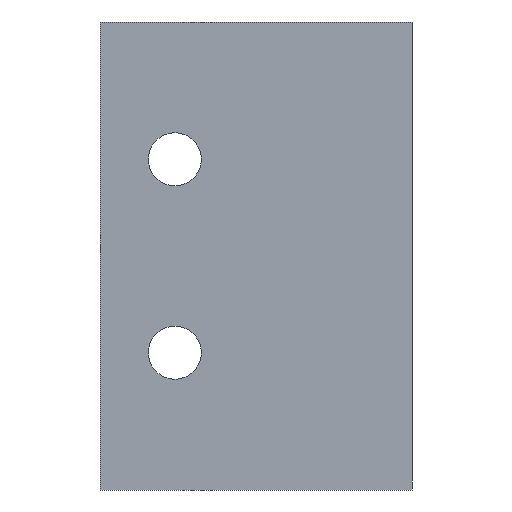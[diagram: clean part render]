
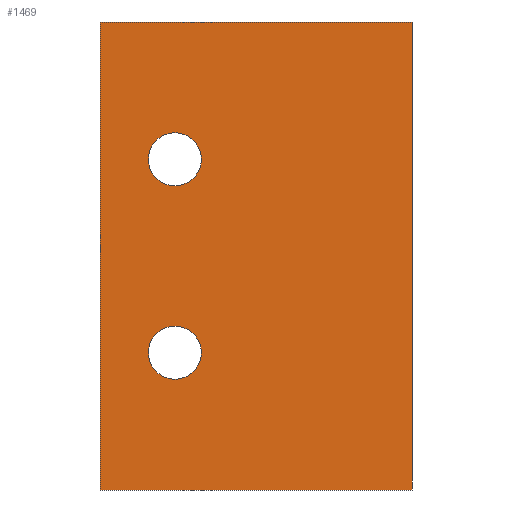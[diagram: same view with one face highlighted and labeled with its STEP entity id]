
A CAD part, front view. The second image highlights one B-rep face of the part: STEP entity #1469.
In plain terms, the highlighted planar face has unit normal (0, -1, 0).
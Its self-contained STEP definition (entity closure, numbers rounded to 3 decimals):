
#3 = FACE_BOUND ( 'NONE', #1997, .T. ) ;
#18 = CARTESIAN_POINT ( 'NONE',  ( -42.25, 0., 53. ) ) ;
#27 = EDGE_CURVE ( 'NONE', #1639, #279, #830, .T. ) ;
#29 = ORIENTED_EDGE ( 'NONE', *, *, #2495, .T. ) ;
#49 = CARTESIAN_POINT ( 'NONE',  ( -33.75, 0., 53. ) ) ;
#53 = ORIENTED_EDGE ( 'NONE', *, *, #1650, .T. ) ;
#64 = DIRECTION ( 'NONE',  ( 0., 0., -1. ) ) ;
#74 = DIRECTION ( 'NONE',  ( 0., 1., 0. ) ) ;
#75 = EDGE_CURVE ( 'NONE', #1639, #1446, #1812, .T. ) ;
#78 = VERTEX_POINT ( 'NONE', #2437 ) ;
#113 = DIRECTION ( 'NONE',  ( 1., 0., 0. ) ) ;
#160 = DIRECTION ( 'NONE',  ( 0., 1., 0. ) ) ;
#193 = ORIENTED_EDGE ( 'NONE', *, *, #27, .F. ) ;
#194 = CIRCLE ( 'NONE', #600, 4.25 ) ;
#279 = VERTEX_POINT ( 'NONE', #2283 ) ;
#312 = ORIENTED_EDGE ( 'NONE', *, *, #2265, .F. ) ;
#387 = ORIENTED_EDGE ( 'NONE', *, *, #1139, .T. ) ;
#394 = ORIENTED_EDGE ( 'NONE', *, *, #2460, .T. ) ;
#446 = VERTEX_POINT ( 'NONE', #18 ) ;
#471 = AXIS2_PLACEMENT_3D ( 'NONE', #1514, #892, #513 ) ;
#483 = CARTESIAN_POINT ( 'NONE',  ( -50., 0., 75. ) ) ;
#501 = DIRECTION ( 'NONE',  ( -1., 0., 0. ) ) ;
#513 = DIRECTION ( 'NONE',  ( -1., 0., 0. ) ) ;
#581 = VERTEX_POINT ( 'NONE', #49 ) ;
#600 = AXIS2_PLACEMENT_3D ( 'NONE', #1909, #160, #501 ) ;
#627 = CARTESIAN_POINT ( 'NONE',  ( 0., 0., 75. ) ) ;
#677 = LINE ( 'NONE', #1445, #1464 ) ;
#709 = EDGE_CURVE ( 'NONE', #78, #2073, #2428, .T. ) ;
#710 = VECTOR ( 'NONE', #1859, 1000. ) ;
#731 = VERTEX_POINT ( 'NONE', #1906 ) ;
#817 = FACE_BOUND ( 'NONE', #1643, .T. ) ;
#830 = LINE ( 'NONE', #627, #2496 ) ;
#850 = CIRCLE ( 'NONE', #1702, 4.25 ) ;
#855 = DIRECTION ( 'NONE',  ( -1., 0., 0. ) ) ;
#892 = DIRECTION ( 'NONE',  ( 0., 1., 0. ) ) ;
#914 = CARTESIAN_POINT ( 'NONE',  ( -38., 0., 53. ) ) ;
#927 = DIRECTION ( 'NONE',  ( -1., 0., 0. ) ) ;
#960 = PLANE ( 'NONE',  #2341 ) ;
#983 = EDGE_LOOP ( 'NONE', ( #387, #312, #193, #2343 ) ) ;
#985 = CARTESIAN_POINT ( 'NONE',  ( 0., 0., 75. ) ) ;
#1004 = ORIENTED_EDGE ( 'NONE', *, *, #709, .T. ) ;
#1064 = CARTESIAN_POINT ( 'NONE',  ( -50., 0., 75. ) ) ;
#1139 = EDGE_CURVE ( 'NONE', #1446, #731, #2059, .T. ) ;
#1163 = FACE_OUTER_BOUND ( 'NONE', #983, .T. ) ;
#1167 = DIRECTION ( 'NONE',  ( 1., 0., 0. ) ) ;
#1412 = VECTOR ( 'NONE', #113, 1000. ) ;
#1416 = DIRECTION ( 'NONE',  ( 0., 1., 0. ) ) ;
#1445 = CARTESIAN_POINT ( 'NONE',  ( 0., 0., 75. ) ) ;
#1446 = VERTEX_POINT ( 'NONE', #2366 ) ;
#1460 = AXIS2_PLACEMENT_3D ( 'NONE', #2431, #74, #855 ) ;
#1464 = VECTOR ( 'NONE', #64, 1000. ) ;
#1469 = ADVANCED_FACE ( 'NONE', ( #3, #817, #1163 ), #960, .F. ) ;
#1493 = DIRECTION ( 'NONE',  ( 0., 1., 0. ) ) ;
#1514 = CARTESIAN_POINT ( 'NONE',  ( -38., 0., 22. ) ) ;
#1639 = VERTEX_POINT ( 'NONE', #1064 ) ;
#1643 = EDGE_LOOP ( 'NONE', ( #53, #1004 ) ) ;
#1650 = EDGE_CURVE ( 'NONE', #2073, #78, #1940, .T. ) ;
#1702 = AXIS2_PLACEMENT_3D ( 'NONE', #914, #1493, #927 ) ;
#1812 = LINE ( 'NONE', #483, #710 ) ;
#1859 = DIRECTION ( 'NONE',  ( 0., 0., -1. ) ) ;
#1906 = CARTESIAN_POINT ( 'NONE',  ( 0., 0., 0. ) ) ;
#1909 = CARTESIAN_POINT ( 'NONE',  ( -38., 0., 53. ) ) ;
#1940 = CIRCLE ( 'NONE', #1460, 4.25 ) ;
#1997 = EDGE_LOOP ( 'NONE', ( #29, #394 ) ) ;
#2059 = LINE ( 'NONE', #2360, #1412 ) ;
#2073 = VERTEX_POINT ( 'NONE', #2268 ) ;
#2189 = DIRECTION ( 'NONE',  ( -1., 0., 0. ) ) ;
#2265 = EDGE_CURVE ( 'NONE', #279, #731, #677, .T. ) ;
#2268 = CARTESIAN_POINT ( 'NONE',  ( -33.75, 0., 22. ) ) ;
#2283 = CARTESIAN_POINT ( 'NONE',  ( 0., 0., 75. ) ) ;
#2341 = AXIS2_PLACEMENT_3D ( 'NONE', #985, #1416, #2189 ) ;
#2343 = ORIENTED_EDGE ( 'NONE', *, *, #75, .T. ) ;
#2360 = CARTESIAN_POINT ( 'NONE',  ( 0., 0., 0. ) ) ;
#2366 = CARTESIAN_POINT ( 'NONE',  ( -50., 0., 0. ) ) ;
#2428 = CIRCLE ( 'NONE', #471, 4.25 ) ;
#2431 = CARTESIAN_POINT ( 'NONE',  ( -38., 0., 22. ) ) ;
#2437 = CARTESIAN_POINT ( 'NONE',  ( -42.25, 0., 22. ) ) ;
#2460 = EDGE_CURVE ( 'NONE', #446, #581, #850, .T. ) ;
#2495 = EDGE_CURVE ( 'NONE', #581, #446, #194, .T. ) ;
#2496 = VECTOR ( 'NONE', #1167, 1000. ) ;
